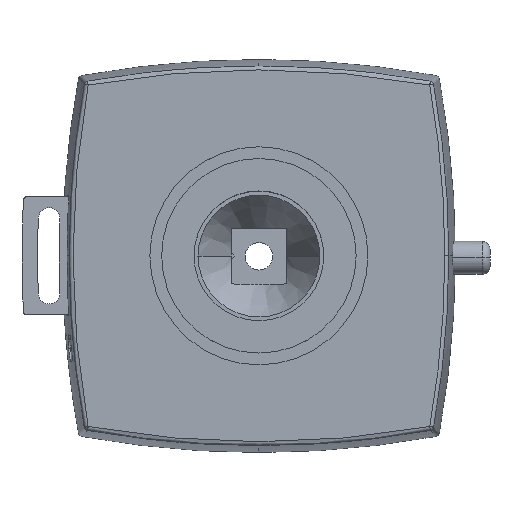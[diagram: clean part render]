
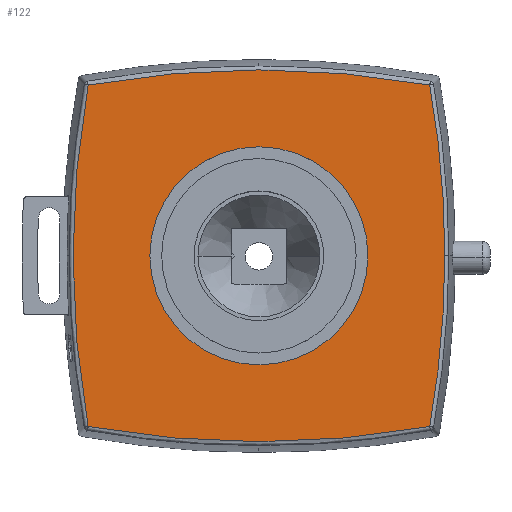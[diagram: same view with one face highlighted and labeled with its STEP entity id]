
A CAD part, top view. The second image highlights one B-rep face of the part: STEP entity #122.
In plain terms, the highlighted face is planar.
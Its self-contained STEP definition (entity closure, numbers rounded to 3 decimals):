
#122 = ADVANCED_FACE ( 'NONE', ( #5019, #4006 ), #3011, .F. ) ;
#124 = DIRECTION ( 'NONE',  ( -1., 0., 0. ) ) ;
#191 = EDGE_CURVE ( 'NONE', #3788, #3253, #2591, .T. ) ;
#509 = CIRCLE ( 'NONE', #655, 247.305 ) ;
#655 = AXIS2_PLACEMENT_3D ( 'NONE', #3552, #2019, #4313 ) ;
#678 = VERTEX_POINT ( 'NONE', #3056 ) ;
#717 = DIRECTION ( 'NONE',  ( 1., 0., 0. ) ) ;
#812 = CARTESIAN_POINT ( 'NONE',  ( 50., 50., -15. ) ) ;
#817 = CIRCLE ( 'NONE', #1910, 247.305 ) ;
#835 = CARTESIAN_POINT ( 'NONE',  ( 93.457, 6.543, -15. ) ) ;
#838 = DIRECTION ( 'NONE',  ( 1., 0., 0. ) ) ;
#888 = EDGE_CURVE ( 'NONE', #2712, #2942, #4091, .T. ) ;
#892 = CARTESIAN_POINT ( 'NONE',  ( 6.543, 93.457, -15. ) ) ;
#970 = ORIENTED_EDGE ( 'NONE', *, *, #1566, .T. ) ;
#1002 = AXIS2_PLACEMENT_3D ( 'NONE', #2866, #4398, #4789 ) ;
#1026 = DIRECTION ( 'NONE',  ( 0., 0., 1. ) ) ;
#1330 = CARTESIAN_POINT ( 'NONE',  ( 250., 50., -15. ) ) ;
#1377 = AXIS2_PLACEMENT_3D ( 'NONE', #3344, #1026, #2963 ) ;
#1566 = EDGE_CURVE ( 'NONE', #4824, #3788, #817, .T. ) ;
#1646 = EDGE_CURVE ( 'NONE', #2942, #2712, #2878, .T. ) ;
#1786 = ORIENTED_EDGE ( 'NONE', *, *, #1646, .F. ) ;
#1910 = AXIS2_PLACEMENT_3D ( 'NONE', #4738, #4671, #838 ) ;
#2019 = DIRECTION ( 'NONE',  ( 0., 0., -1. ) ) ;
#2082 = DIRECTION ( 'NONE',  ( 0., 0., -1. ) ) ;
#2378 = AXIS2_PLACEMENT_3D ( 'NONE', #4972, #4983, #717 ) ;
#2384 = CARTESIAN_POINT ( 'NONE',  ( 6.543, 6.543, -15. ) ) ;
#2454 = AXIS2_PLACEMENT_3D ( 'NONE', #1330, #2082, #4089 ) ;
#2509 = VERTEX_POINT ( 'NONE', #892 ) ;
#2591 = CIRCLE ( 'NONE', #2378, 247.305 ) ;
#2617 = EDGE_CURVE ( 'NONE', #3253, #2509, #4064, .T. ) ;
#2712 = VERTEX_POINT ( 'NONE', #4159 ) ;
#2866 = CARTESIAN_POINT ( 'NONE',  ( 50., -150., -15. ) ) ;
#2878 = CIRCLE ( 'NONE', #4606, 27.75 ) ;
#2935 = AXIS2_PLACEMENT_3D ( 'NONE', #4415, #4782, #124 ) ;
#2942 = VERTEX_POINT ( 'NONE', #3888 ) ;
#2963 = DIRECTION ( 'NONE',  ( 1., 0., 0. ) ) ;
#3011 = PLANE ( 'NONE',  #1377 ) ;
#3056 = CARTESIAN_POINT ( 'NONE',  ( 93.457, 93.457, -15. ) ) ;
#3063 = CIRCLE ( 'NONE', #1002, 247.305 ) ;
#3149 = ORIENTED_EDGE ( 'NONE', *, *, #888, .F. ) ;
#3226 = EDGE_CURVE ( 'NONE', #678, #4824, #509, .T. ) ;
#3253 = VERTEX_POINT ( 'NONE', #2384 ) ;
#3344 = CARTESIAN_POINT ( 'NONE',  ( 150., 150., -15. ) ) ;
#3536 = ORIENTED_EDGE ( 'NONE', *, *, #3226, .T. ) ;
#3552 = CARTESIAN_POINT ( 'NONE',  ( -150., 50., -15. ) ) ;
#3572 = ORIENTED_EDGE ( 'NONE', *, *, #4701, .T. ) ;
#3788 = VERTEX_POINT ( 'NONE', #835 ) ;
#3797 = ORIENTED_EDGE ( 'NONE', *, *, #2617, .T. ) ;
#3887 = EDGE_LOOP ( 'NONE', ( #3797, #3572, #3536, #970, #4395 ) ) ;
#3888 = CARTESIAN_POINT ( 'NONE',  ( 77.75, 50., -15. ) ) ;
#4006 = FACE_OUTER_BOUND ( 'NONE', #3887, .T. ) ;
#4064 = CIRCLE ( 'NONE', #2454, 247.305 ) ;
#4089 = DIRECTION ( 'NONE',  ( 1., 0., 0. ) ) ;
#4091 = CIRCLE ( 'NONE', #2935, 27.75 ) ;
#4159 = CARTESIAN_POINT ( 'NONE',  ( 22.25, 50., -15. ) ) ;
#4313 = DIRECTION ( 'NONE',  ( 1., 0., 0. ) ) ;
#4333 = DIRECTION ( 'NONE',  ( -1., 0., 0. ) ) ;
#4395 = ORIENTED_EDGE ( 'NONE', *, *, #191, .T. ) ;
#4398 = DIRECTION ( 'NONE',  ( 0., 0., -1. ) ) ;
#4415 = CARTESIAN_POINT ( 'NONE',  ( 50., 50., -15. ) ) ;
#4606 = AXIS2_PLACEMENT_3D ( 'NONE', #812, #4709, #4333 ) ;
#4671 = DIRECTION ( 'NONE',  ( 0., 0., -1. ) ) ;
#4701 = EDGE_CURVE ( 'NONE', #2509, #678, #3063, .T. ) ;
#4709 = DIRECTION ( 'NONE',  ( 0., 0., -1. ) ) ;
#4738 = CARTESIAN_POINT ( 'NONE',  ( -150., 50., -15. ) ) ;
#4782 = DIRECTION ( 'NONE',  ( 0., 0., -1. ) ) ;
#4789 = DIRECTION ( 'NONE',  ( 1., 0., 0. ) ) ;
#4824 = VERTEX_POINT ( 'NONE', #4903 ) ;
#4843 = EDGE_LOOP ( 'NONE', ( #3149, #1786 ) ) ;
#4903 = CARTESIAN_POINT ( 'NONE',  ( 97.305, 50., -15. ) ) ;
#4972 = CARTESIAN_POINT ( 'NONE',  ( 50., 250., -15. ) ) ;
#4983 = DIRECTION ( 'NONE',  ( 0., 0., -1. ) ) ;
#5019 = FACE_BOUND ( 'NONE', #4843, .T. ) ;
